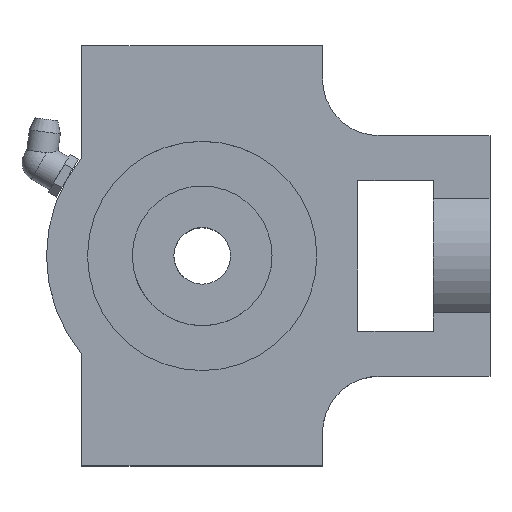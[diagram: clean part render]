
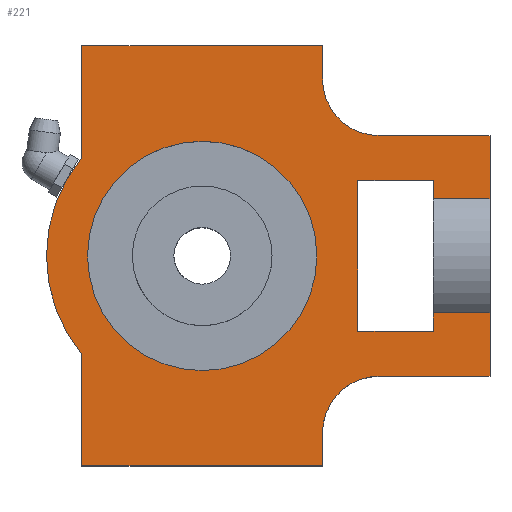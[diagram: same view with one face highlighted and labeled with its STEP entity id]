
A CAD part, top view. The second image highlights one B-rep face of the part: STEP entity #221.
In plain terms, the highlighted planar face has unit normal (0, 0, 1).
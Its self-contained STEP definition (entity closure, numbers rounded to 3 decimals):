
#221 = ADVANCED_FACE( '', ( #373, #374 ), #375, .T. );
#373 = FACE_BOUND( '', #560, .T. );
#374 = FACE_OUTER_BOUND( '', #561, .T. );
#375 = PLANE( '', #562 );
#560 = EDGE_LOOP( '', ( #1017 ) );
#561 = EDGE_LOOP( '', ( #1018, #1019, #1020, #1021, #1022, #1023, #1024, #1025, #1026, #1027, #1028, #1029, #1030, #1031, #1032, #1033, #1034, #1035, #1036, #1037 ) );
#562 = AXIS2_PLACEMENT_3D( '', #1038, #1039, #1040 );
#1017 = ORIENTED_EDGE( '', *, *, #1360, .F. );
#1018 = ORIENTED_EDGE( '', *, *, #1287, .T. );
#1019 = ORIENTED_EDGE( '', *, *, #1322, .F. );
#1020 = ORIENTED_EDGE( '', *, *, #1325, .T. );
#1021 = ORIENTED_EDGE( '', *, *, #1341, .F. );
#1022 = ORIENTED_EDGE( '', *, *, #1317, .T. );
#1023 = ORIENTED_EDGE( '', *, *, #1310, .T. );
#1024 = ORIENTED_EDGE( '', *, *, #1307, .T. );
#1025 = ORIENTED_EDGE( '', *, *, #1319, .T. );
#1026 = ORIENTED_EDGE( '', *, *, #1295, .T. );
#1027 = ORIENTED_EDGE( '', *, *, #1293, .F. );
#1028 = ORIENTED_EDGE( '', *, *, #1284, .T. );
#1029 = ORIENTED_EDGE( '', *, *, #1348, .F. );
#1030 = ORIENTED_EDGE( '', *, *, #1361, .F. );
#1031 = ORIENTED_EDGE( '', *, *, #1356, .T. );
#1032 = ORIENTED_EDGE( '', *, *, #1337, .F. );
#1033 = ORIENTED_EDGE( '', *, *, #1339, .F. );
#1034 = ORIENTED_EDGE( '', *, *, #1333, .F. );
#1035 = ORIENTED_EDGE( '', *, *, #1352, .T. );
#1036 = ORIENTED_EDGE( '', *, *, #1362, .T. );
#1037 = ORIENTED_EDGE( '', *, *, #1346, .F. );
#1038 = CARTESIAN_POINT( '', ( 49., 44.5, 10.5 ) );
#1039 = DIRECTION( '', ( 0., 0., 1. ) );
#1040 = DIRECTION( '', ( 1., 0., 0. ) );
#1284 = EDGE_CURVE( '', #1503, #1508, #1510, .T. );
#1287 = EDGE_CURVE( '', #1516, #1514, #1517, .T. );
#1293 = EDGE_CURVE( '', #1503, #1523, #1527, .T. );
#1295 = EDGE_CURVE( '', #1530, #1523, #1531, .T. );
#1307 = EDGE_CURVE( '', #1550, #1548, #1551, .T. );
#1310 = EDGE_CURVE( '', #1555, #1550, #1556, .T. );
#1317 = EDGE_CURVE( '', #1568, #1555, #1569, .T. );
#1319 = EDGE_CURVE( '', #1548, #1530, #1571, .T. );
#1322 = EDGE_CURVE( '', #1574, #1514, #1576, .T. );
#1325 = EDGE_CURVE( '', #1574, #1580, #1582, .T. );
#1333 = EDGE_CURVE( '', #1595, #1590, #1597, .T. );
#1337 = EDGE_CURVE( '', #1603, #1598, #1605, .T. );
#1339 = EDGE_CURVE( '', #1590, #1603, #1607, .T. );
#1341 = EDGE_CURVE( '', #1568, #1580, #1609, .T. );
#1346 = EDGE_CURVE( '', #1516, #1616, #1617, .T. );
#1348 = EDGE_CURVE( '', #1618, #1508, #1620, .T. );
#1352 = EDGE_CURVE( '', #1595, #1624, #1627, .T. );
#1356 = EDGE_CURVE( '', #1625, #1598, #1633, .T. );
#1360 = EDGE_CURVE( '', #1638, #1638, #1639, .T. );
#1361 = EDGE_CURVE( '', #1625, #1618, #1640, .T. );
#1362 = EDGE_CURVE( '', #1624, #1616, #1641, .T. );
#1503 = VERTEX_POINT( '', #2066 );
#1508 = VERTEX_POINT( '', #2073 );
#1510 = LINE( '', #2076, #2077 );
#1514 = VERTEX_POINT( '', #2082 );
#1516 = VERTEX_POINT( '', #2085 );
#1517 = LINE( '', #2086, #2087 );
#1523 = VERTEX_POINT( '', #2094 );
#1527 = CIRCLE( '', #2099, 12. );
#1530 = VERTEX_POINT( '', #2103 );
#1531 = LINE( '', #2104, #2105 );
#1548 = VERTEX_POINT( '', #2132 );
#1550 = VERTEX_POINT( '', #2135 );
#1551 = LINE( '', #2136, #2137 );
#1555 = VERTEX_POINT( '', #2142 );
#1556 = CIRCLE( '', #2143, 33. );
#1568 = VERTEX_POINT( '', #2161 );
#1569 = LINE( '', #2162, #2163 );
#1571 = LINE( '', #2166, #2167 );
#1574 = VERTEX_POINT( '', #2170 );
#1576 = CIRCLE( '', #2173, 12. );
#1580 = VERTEX_POINT( '', #2178 );
#1582 = LINE( '', #2181, #2182 );
#1590 = VERTEX_POINT( '', #2194 );
#1595 = VERTEX_POINT( '', #2201 );
#1597 = LINE( '', #2204, #2205 );
#1598 = VERTEX_POINT( '', #2206 );
#1603 = VERTEX_POINT( '', #2213 );
#1605 = LINE( '', #2216, #2217 );
#1607 = LINE( '', #2220, #2221 );
#1609 = LINE( '', #2224, #2225 );
#1616 = VERTEX_POINT( '', #2235 );
#1617 = LINE( '', #2236, #2237 );
#1618 = VERTEX_POINT( '', #2238 );
#1620 = LINE( '', #2240, #2241 );
#1624 = VERTEX_POINT( '', #2246 );
#1625 = VERTEX_POINT( '', #2247 );
#1627 = LINE( '', #2249, #2250 );
#1633 = LINE( '', #2258, #2259 );
#1638 = VERTEX_POINT( '', #2266 );
#1639 = CIRCLE( '', #2267, 24.3 );
#1640 = LINE( '', #2268, #2269 );
#1641 = LINE( '', #2270, #2271 );
#2066 = CARTESIAN_POINT( '', ( 37.5, -25.5, 10.5 ) );
#2073 = CARTESIAN_POINT( '', ( 61., -25.5, 10.5 ) );
#2076 = CARTESIAN_POINT( '', ( 37.5, -25.5, 10.5 ) );
#2077 = VECTOR( '', #2463, 1000. );
#2082 = CARTESIAN_POINT( '', ( 37.5, 25.5, 10.5 ) );
#2085 = CARTESIAN_POINT( '', ( 61., 25.5, 10.5 ) );
#2086 = CARTESIAN_POINT( '', ( 61., 25.5, 10.5 ) );
#2087 = VECTOR( '', #2466, 1000. );
#2094 = CARTESIAN_POINT( '', ( 25.5, -37.5, 10.5 ) );
#2099 = AXIS2_PLACEMENT_3D( '', #2478, #2479, #2480 );
#2103 = CARTESIAN_POINT( '', ( 25.5, -44.5, 10.5 ) );
#2104 = CARTESIAN_POINT( '', ( 25.5, -44.5, 10.5 ) );
#2105 = VECTOR( '', #2482, 1000. );
#2132 = CARTESIAN_POINT( '', ( -25.5, -44.5, 10.5 ) );
#2135 = CARTESIAN_POINT( '', ( -25.5, -20.946, 10.5 ) );
#2136 = CARTESIAN_POINT( '', ( -25.5, -20.946, 10.5 ) );
#2137 = VECTOR( '', #2494, 1000. );
#2142 = CARTESIAN_POINT( '', ( -25.5, 20.946, 10.5 ) );
#2143 = AXIS2_PLACEMENT_3D( '', #2499, #2500, #2501 );
#2161 = CARTESIAN_POINT( '', ( -25.5, 44.5, 10.5 ) );
#2162 = CARTESIAN_POINT( '', ( -25.5, 44.5, 10.5 ) );
#2163 = VECTOR( '', #2508, 1000. );
#2166 = CARTESIAN_POINT( '', ( -45., -44.5, 10.5 ) );
#2167 = VECTOR( '', #2510, 1000. );
#2170 = CARTESIAN_POINT( '', ( 25.5, 37.5, 10.5 ) );
#2173 = AXIS2_PLACEMENT_3D( '', #2515, #2516, #2517 );
#2178 = CARTESIAN_POINT( '', ( 25.5, 44.5, 10.5 ) );
#2181 = CARTESIAN_POINT( '', ( 25.5, 37.5, 10.5 ) );
#2182 = VECTOR( '', #2520, 1000. );
#2194 = CARTESIAN_POINT( '', ( 33., 16., 10.5 ) );
#2201 = CARTESIAN_POINT( '', ( 49., 16., 10.5 ) );
#2204 = CARTESIAN_POINT( '', ( 49., 16., 10.5 ) );
#2205 = VECTOR( '', #2528, 1000. );
#2206 = CARTESIAN_POINT( '', ( 49., -16., 10.5 ) );
#2213 = CARTESIAN_POINT( '', ( 33., -16., 10.5 ) );
#2216 = CARTESIAN_POINT( '', ( 33., -16., 10.5 ) );
#2217 = VECTOR( '', #2532, 1000. );
#2220 = CARTESIAN_POINT( '', ( 33., 16., 10.5 ) );
#2221 = VECTOR( '', #2534, 1000. );
#2224 = CARTESIAN_POINT( '', ( -45., 44.5, 10.5 ) );
#2225 = VECTOR( '', #2536, 1000. );
#2235 = CARTESIAN_POINT( '', ( 61., 12.073, 10.5 ) );
#2236 = CARTESIAN_POINT( '', ( 61., 44.5, 10.5 ) );
#2237 = VECTOR( '', #2543, 1000. );
#2238 = CARTESIAN_POINT( '', ( 61., -12.073, 10.5 ) );
#2240 = CARTESIAN_POINT( '', ( 61., -12.073, 10.5 ) );
#2241 = VECTOR( '', #2547, 1000. );
#2246 = CARTESIAN_POINT( '', ( 49., 12.073, 10.5 ) );
#2247 = CARTESIAN_POINT( '', ( 49., -12.073, 10.5 ) );
#2249 = CARTESIAN_POINT( '', ( 49., 44.5, 10.5 ) );
#2250 = VECTOR( '', #2555, 1000. );
#2258 = CARTESIAN_POINT( '', ( 49., -12.073, 10.5 ) );
#2259 = VECTOR( '', #2561, 1000. );
#2266 = CARTESIAN_POINT( '', ( 24.3, 0., 10.5 ) );
#2267 = AXIS2_PLACEMENT_3D( '', #2567, #2568, #2569 );
#2268 = CARTESIAN_POINT( '', ( 49., -12.073, 10.5 ) );
#2269 = VECTOR( '', #2570, 1000. );
#2270 = CARTESIAN_POINT( '', ( 49., 12.073, 10.5 ) );
#2271 = VECTOR( '', #2571, 1000. );
#2463 = DIRECTION( '', ( 1., 0., 0. ) );
#2466 = DIRECTION( '', ( -1., 0., 0. ) );
#2478 = CARTESIAN_POINT( '', ( 37.5, -37.5, 10.5 ) );
#2479 = DIRECTION( '', ( 0., 0., 1. ) );
#2480 = DIRECTION( '', ( 1., 0., 0. ) );
#2482 = DIRECTION( '', ( 0., 1., 0. ) );
#2494 = DIRECTION( '', ( 0., -1., 0. ) );
#2499 = CARTESIAN_POINT( '', ( 0., 0., 10.5 ) );
#2500 = DIRECTION( '', ( 0., 0., 1. ) );
#2501 = DIRECTION( '', ( 1., 0., 0. ) );
#2508 = DIRECTION( '', ( 0., -1., 0. ) );
#2510 = DIRECTION( '', ( 1., 0., 0. ) );
#2515 = CARTESIAN_POINT( '', ( 37.5, 37.5, 10.5 ) );
#2516 = DIRECTION( '', ( 0., 0., 1. ) );
#2517 = DIRECTION( '', ( 1., 0., 0. ) );
#2520 = DIRECTION( '', ( 0., 1., 0. ) );
#2528 = DIRECTION( '', ( -1., 0., 0. ) );
#2532 = DIRECTION( '', ( 1., 0., 0. ) );
#2534 = DIRECTION( '', ( 0., -1., 0. ) );
#2536 = DIRECTION( '', ( 1., 0., 0. ) );
#2543 = DIRECTION( '', ( 0., -1., 0. ) );
#2547 = DIRECTION( '', ( 0., -1., 0. ) );
#2555 = DIRECTION( '', ( 0., -1., 0. ) );
#2561 = DIRECTION( '', ( 0., -1., 0. ) );
#2567 = CARTESIAN_POINT( '', ( 0., 0., 10.5 ) );
#2568 = DIRECTION( '', ( 0., 0., 1. ) );
#2569 = DIRECTION( '', ( 1., 0., 0. ) );
#2570 = DIRECTION( '', ( 1., 0., 0. ) );
#2571 = DIRECTION( '', ( 1., 0., 0. ) );
